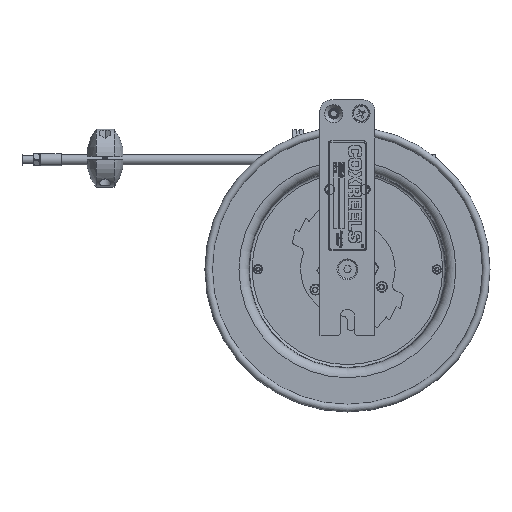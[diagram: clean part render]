
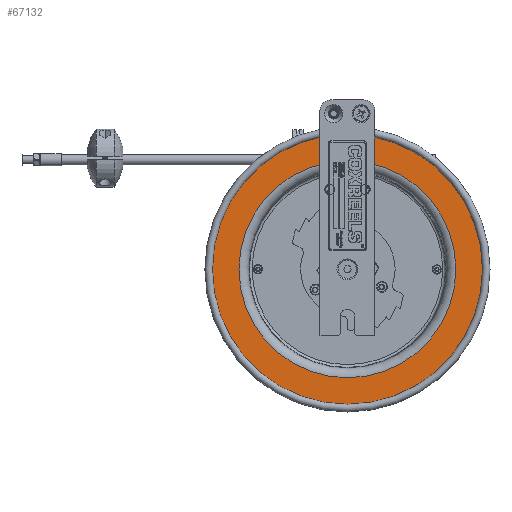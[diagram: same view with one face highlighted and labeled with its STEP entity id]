
A CAD part, top view. The second image highlights one B-rep face of the part: STEP entity #67132.
In plain terms, the highlighted planar face has unit normal (0, 0, 1).
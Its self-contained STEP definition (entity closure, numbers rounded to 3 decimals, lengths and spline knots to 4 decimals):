
#3921=FACE_BOUND('',#10270,.T.);
#4861=CIRCLE('',#70694,4.945);
#4862=CIRCLE('',#70695,4.945);
#4864=CIRCLE('',#70698,6.325);
#4865=CIRCLE('',#70699,6.325);
#7332=FACE_OUTER_BOUND('',#10269,.T.);
#10269=EDGE_LOOP('',(#53015,#53016));
#10270=EDGE_LOOP('',(#53017,#53018));
#29525=VERTEX_POINT('',#105663);
#29526=VERTEX_POINT('',#105664);
#29527=VERTEX_POINT('',#105669);
#29528=VERTEX_POINT('',#105670);
#39328=EDGE_CURVE('',#29525,#29526,#4861,.T.);
#39329=EDGE_CURVE('',#29526,#29525,#4862,.T.);
#39331=EDGE_CURVE('',#29527,#29528,#4864,.T.);
#39332=EDGE_CURVE('',#29528,#29527,#4865,.T.);
#53015=ORIENTED_EDGE('',*,*,#39331,.F.);
#53016=ORIENTED_EDGE('',*,*,#39332,.F.);
#53017=ORIENTED_EDGE('',*,*,#39328,.T.);
#53018=ORIENTED_EDGE('',*,*,#39329,.T.);
#62586=PLANE('',#70697);
#67132=ADVANCED_FACE('',(#7332,#3921),#62586,.T.);
#70694=AXIS2_PLACEMENT_3D('',#105665,#80334,#80335);
#70695=AXIS2_PLACEMENT_3D('',#105666,#80336,#80337);
#70697=AXIS2_PLACEMENT_3D('',#105668,#80340,#80341);
#70698=AXIS2_PLACEMENT_3D('',#105671,#80342,#80343);
#70699=AXIS2_PLACEMENT_3D('',#105672,#80344,#80345);
#80334=DIRECTION('center_axis',(0.,0.,
-1.));
#80335=DIRECTION('ref_axis',(-1.,0.,0.));
#80336=DIRECTION('center_axis',(0.,0.,
-1.));
#80337=DIRECTION('ref_axis',(-1.,0.,0.));
#80340=DIRECTION('center_axis',(0.,0.,
1.));
#80341=DIRECTION('ref_axis',(0.,1.,0.));
#80342=DIRECTION('center_axis',(0.,0.,
-1.));
#80343=DIRECTION('ref_axis',(-1.,0.,0.));
#80344=DIRECTION('center_axis',(0.,0.,
-1.));
#80345=DIRECTION('ref_axis',(-1.,0.,0.));
#105663=CARTESIAN_POINT('',(-4.945,-2.3801,-0.68));
#105664=CARTESIAN_POINT('',(0.,2.5649,-0.68));
#105665=CARTESIAN_POINT('Origin',(0.,-2.3801,
-0.68));
#105666=CARTESIAN_POINT('Origin',(0.,-2.3801,
-0.68));
#105668=CARTESIAN_POINT('Origin',(-5.635,-2.3801,-0.68));
#105669=CARTESIAN_POINT('',(-6.325,-2.3801,-0.68));
#105670=CARTESIAN_POINT('',(0.,3.9449,-0.68));
#105671=CARTESIAN_POINT('Origin',(0.,-2.3801,
-0.68));
#105672=CARTESIAN_POINT('Origin',(0.,-2.3801,
-0.68));
